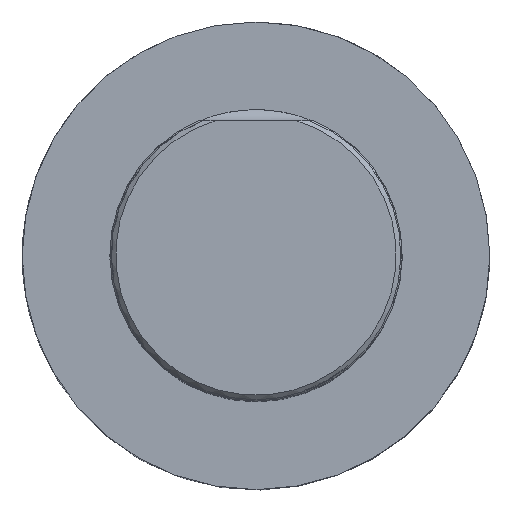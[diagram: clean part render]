
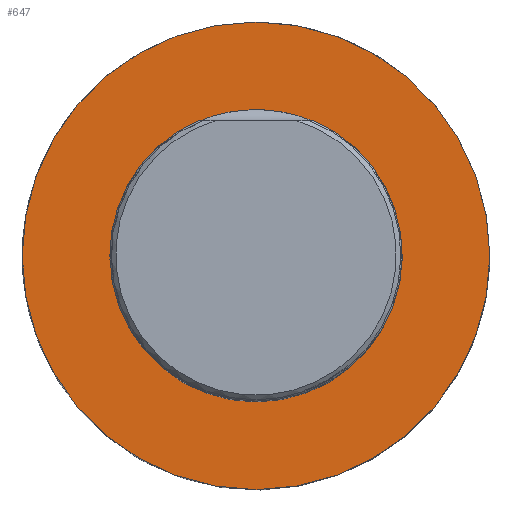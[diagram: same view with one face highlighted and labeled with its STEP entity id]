
A CAD part, top view. The second image highlights one B-rep face of the part: STEP entity #647.
In plain terms, the highlighted face is planar.
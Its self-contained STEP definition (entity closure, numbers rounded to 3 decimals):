
#210=FACE_BOUND('',#1489,.T.);
#211=FACE_BOUND('',#1490,.T.);
#424=PLANE('',#7385);
#647=ADVANCED_FACE('TB_IB_SU_5',(#210,#211),#424,.T.);
#1489=EDGE_LOOP('',(#3594));
#1490=EDGE_LOOP('',(#3595));
#3594=ORIENTED_EDGE('',*,*,#6222,.T.);
#3595=ORIENTED_EDGE('',*,*,#6229,.T.);
#5537=VERTEX_POINT('',#15749);
#5542=VERTEX_POINT('',#15807);
#6222=EDGE_CURVE('',#5537,#5537,#7115,.T.);
#6229=EDGE_CURVE('',#5542,#5542,#7116,.T.);
#7115=CIRCLE('',#7380,40.);
#7116=CIRCLE('',#7384,24.996);
#7380=AXIS2_PLACEMENT_3D('',#15748,#8216,#8217);
#7384=AXIS2_PLACEMENT_3D('',#15806,#8224,#8225);
#7385=AXIS2_PLACEMENT_3D('',#15808,#8226,#8227);
#8216=DIRECTION('',(0.,1.,0.));
#8217=DIRECTION('',(0.,0.,1.));
#8224=DIRECTION('',(0.,-1.,0.));
#8225=DIRECTION('',(1.,0.,0.));
#8226=DIRECTION('',(0.,1.,0.));
#8227=DIRECTION('',(0.,0.,1.));
#15748=CARTESIAN_POINT('',(0.,0.,0.));
#15749=CARTESIAN_POINT('',(0.,0.,40.));
#15806=CARTESIAN_POINT('',(0.,0.,0.));
#15807=CARTESIAN_POINT('',(24.996,0.,0.));
#15808=CARTESIAN_POINT('',(0.,0.,0.));
